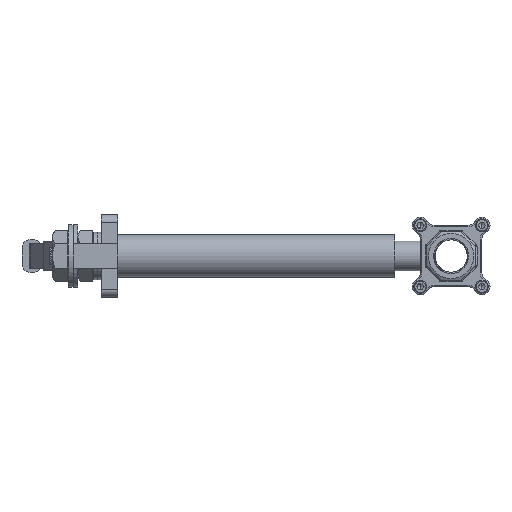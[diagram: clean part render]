
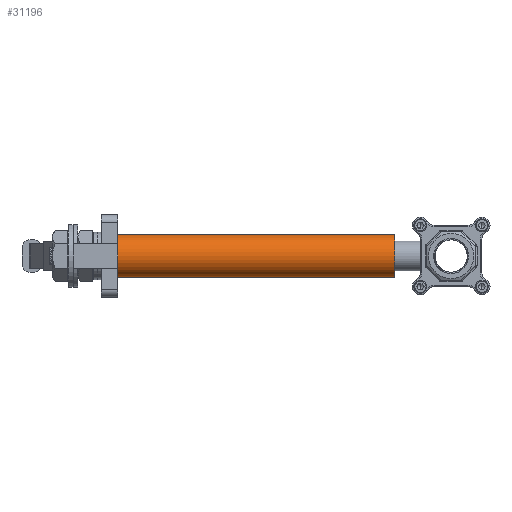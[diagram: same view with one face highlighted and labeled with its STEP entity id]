
A CAD part, left-side view. The second image highlights one B-rep face of the part: STEP entity #31196.
In plain terms, the highlighted cylindrical face has radius 13.1 mm (diameter 26.2 mm), a partial arc.
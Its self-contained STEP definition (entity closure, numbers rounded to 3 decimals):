
#9002 = CARTESIAN_POINT ( 'NONE',  ( 0., 0., 13.1 ) ) ;
#12788 = LINE ( 'NONE', #84979, #99702 ) ;
#13846 = CARTESIAN_POINT ( 'NONE',  ( 0., 206., 0. ) ) ;
#15942 = DIRECTION ( 'NONE',  ( 0., 0., -1. ) ) ;
#20975 = EDGE_CURVE ( 'NONE', #33636, #39515, #94260, .T. ) ;
#27692 = AXIS2_PLACEMENT_3D ( 'NONE', #73747, #40569, #48617 ) ;
#29265 = ORIENTED_EDGE ( 'NONE', *, *, #57998, .T. ) ;
#31196 = ADVANCED_FACE ( 'NONE', ( #69962 ), #49579, .T. ) ;
#32309 = CIRCLE ( 'NONE', #92108, 13.1 ) ;
#33636 = VERTEX_POINT ( 'NONE', #97725 ) ;
#36580 = EDGE_CURVE ( 'NONE', #62046, #33636, #65149, .T. ) ;
#36788 = ORIENTED_EDGE ( 'NONE', *, *, #20975, .F. ) ;
#38637 = VECTOR ( 'NONE', #90807, 1000. ) ;
#39515 = VERTEX_POINT ( 'NONE', #43035 ) ;
#40203 = ORIENTED_EDGE ( 'NONE', *, *, #36580, .F. ) ;
#40569 = DIRECTION ( 'NONE',  ( 0., -1., 0. ) ) ;
#40774 = CARTESIAN_POINT ( 'NONE',  ( 0., 206., 13.1 ) ) ;
#41371 = ORIENTED_EDGE ( 'NONE', *, *, #95934, .T. ) ;
#43035 = CARTESIAN_POINT ( 'NONE',  ( 0., 34.67, -13.1 ) ) ;
#44852 = DIRECTION ( 'NONE',  ( 0., -1., 0. ) ) ;
#46639 = VERTEX_POINT ( 'NONE', #87688 ) ;
#48617 = DIRECTION ( 'NONE',  ( 0., 0., -1. ) ) ;
#49579 = CYLINDRICAL_SURFACE ( 'NONE', #60264, 13.1 ) ;
#57084 = DIRECTION ( 'NONE',  ( 0., 0., -1. ) ) ;
#57998 = EDGE_CURVE ( 'NONE', #62046, #46639, #32309, .T. ) ;
#59206 = DIRECTION ( 'NONE',  ( 0., -1., 0. ) ) ;
#60264 = AXIS2_PLACEMENT_3D ( 'NONE', #64044, #73659, #57084 ) ;
#62046 = VERTEX_POINT ( 'NONE', #40774 ) ;
#64044 = CARTESIAN_POINT ( 'NONE',  ( 0., 0., 0. ) ) ;
#64267 = EDGE_LOOP ( 'NONE', ( #40203, #29265, #41371, #36788 ) ) ;
#65149 = LINE ( 'NONE', #9002, #38637 ) ;
#69962 = FACE_OUTER_BOUND ( 'NONE', #64267, .T. ) ;
#73659 = DIRECTION ( 'NONE',  ( 0., -1., 0. ) ) ;
#73747 = CARTESIAN_POINT ( 'NONE',  ( 0., 34.67, 0. ) ) ;
#84979 = CARTESIAN_POINT ( 'NONE',  ( 0., 0., -13.1 ) ) ;
#87688 = CARTESIAN_POINT ( 'NONE',  ( 0., 206., -13.1 ) ) ;
#90807 = DIRECTION ( 'NONE',  ( 0., -1., 0. ) ) ;
#92108 = AXIS2_PLACEMENT_3D ( 'NONE', #13846, #59206, #15942 ) ;
#94260 = CIRCLE ( 'NONE', #27692, 13.1 ) ;
#95934 = EDGE_CURVE ( 'NONE', #46639, #39515, #12788, .T. ) ;
#97725 = CARTESIAN_POINT ( 'NONE',  ( 0., 34.67, 13.1 ) ) ;
#99702 = VECTOR ( 'NONE', #44852, 1000. ) ;
